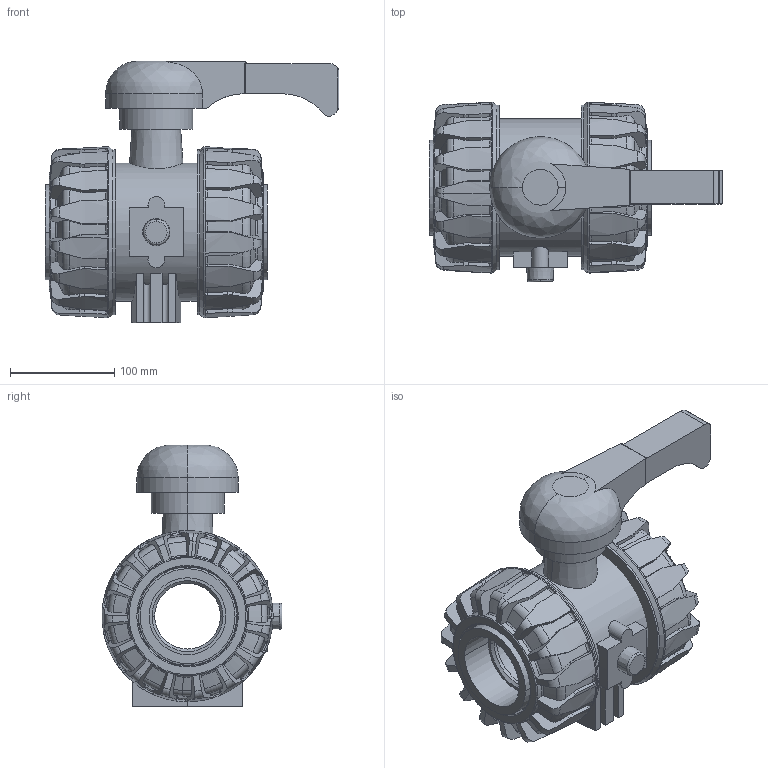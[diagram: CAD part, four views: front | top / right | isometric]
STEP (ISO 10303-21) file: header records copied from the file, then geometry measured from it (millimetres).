
FILE_DESCRIPTION(('STEP AP214'),'1');
FILE_NAME('vkdim075e.stp','2018-03-06T12:03:04',('TraceParts'),('TraceParts S.A.'),'Spatial InterOp 3D',' ',' ');
FILE_SCHEMA(('automotive_design'));
Length unit declared in the file: millimetre
Products named in the file (6): vkdim075e_1; vkdim075e_2; vkdim075e_3; vkdim075e_4; vkdim075e_5; vkdim075e_6
Bounding box: 281.46 x 172.47 x 251 mm (x, y, z)
Volume: 3310370.7 mm3; surface area: 421567.6 mm2
Topology: 6 solids, 6 shells, 726 faces, 1938 edges, 1233 vertices
Faces by surface type: plane 206, cylinder 186, cone 184, torus 142, bspline 8
Entity records: 33645 total; most frequent: CARTESIAN_POINT 10274, ORIENTED_EDGE 3876, DIRECTION 3526, EDGE_CURVE 1938, AXIS2_PLACEMENT_3D 1549, VERTEX_POINT 1233, EDGE_LOOP 745, STYLED_ITEM 732
